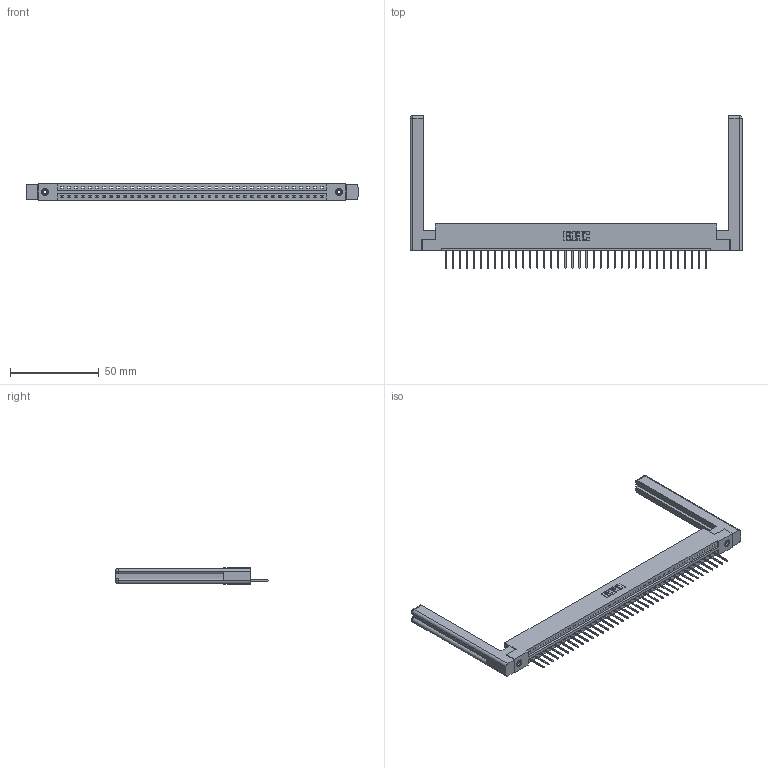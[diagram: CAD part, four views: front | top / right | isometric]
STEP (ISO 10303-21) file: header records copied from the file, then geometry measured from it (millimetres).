
FILE_DESCRIPTION (( 'STEP AP203' ), '1' );
FILE_NAME ('387-038-523-158.STEP', '2019-10-04T15:41:17', ( '' ), ( '' ), 'SwSTEP 2.0', 'SolidWorks 2016', '' );
FILE_SCHEMA (( 'CONFIG_CONTROL_DESIGN' ));
Length unit declared in the file: inch
Products named in the file (5): 345-250-001_345-250-001-102; 337 Part_Flush Mounting Lugs - 0.156 Dia-TI; 387-038-523-158; 345-292-001_345-293-123; 307-220-058
Assembly tree (43 placements, depth 2):
  387-038-523-158
    337 Part_Flush Mounting Lugs - 0.156 Dia-TI
    345-292-001_345-293-123  x38
    345-250-001_345-250-001-102  x2
    307-220-058  x2
Bounding box: 187.2 x 86.24 x 9.4 mm (x, y, z)
Volume: 26553.5 mm3; surface area: 25262.4 mm2
Topology: 43 solids, 43 shells, 2612 faces, 7809 edges, 5142 vertices
Faces by surface type: plane 1902, cylinder 686, cone 12, torus 12
Entity records: 31416 total; most frequent: CARTESIAN_POINT 5471, ORIENTED_EDGE 5384, DIRECTION 4632, EDGE_CURVE 2692, VECTOR 2516, LINE 2516, VERTEX_POINT 1786, AXIS2_PLACEMENT_3D 1058
